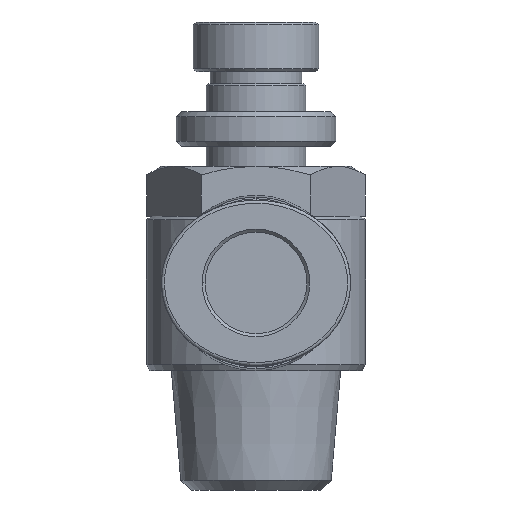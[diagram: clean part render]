
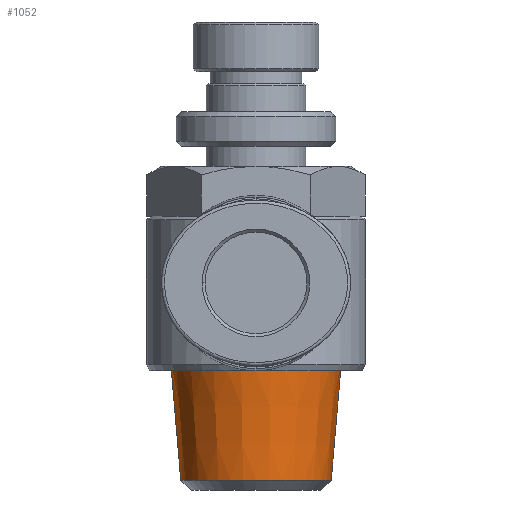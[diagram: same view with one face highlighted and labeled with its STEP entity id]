
A CAD part, front view. The second image highlights one B-rep face of the part: STEP entity #1052.
In plain terms, the highlighted conical face has half-angle 4.882 degrees and reference radius 7.987 mm.
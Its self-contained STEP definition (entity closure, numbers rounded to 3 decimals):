
#1011=CARTESIAN_POINT('',(0.0,10.564,-17.5));
#1012=DIRECTION('',(0.0,0.0,1.0));
#1013=DIRECTION('',(-1.0,0.0,0.0));
#1014=AXIS2_PLACEMENT_3D('',#1011,#1012,#1013);
#1015=CONICAL_SURFACE('',#1014,7.988,4.882);
#1016=CARTESIAN_POINT('',(-7.56,10.564,-22.504));
#1017=VERTEX_POINT('',#1016);
#1018=CARTESIAN_POINT('',(-8.5,10.564,-11.5));
#1019=VERTEX_POINT('',#1018);
#1020=CARTESIAN_POINT('',(-7.56,10.564,-22.504));
#1021=DIRECTION('',(-0.085,0.,0.996));
#1022=VECTOR('',#1021,11.044);
#1023=LINE('',#1020,#1022);
#1024=EDGE_CURVE('',#1017,#1019,#1023,.T.);
#1025=ORIENTED_EDGE('',*,*,#1024,.F.);
#1026=CARTESIAN_POINT('',(7.56,10.564,-22.504));
#1027=VERTEX_POINT('',#1026);
#1028=CARTESIAN_POINT('',(0.0,10.564,-22.504));
#1029=DIRECTION('',(0.0,0.0,-1.0));
#1030=DIRECTION('',(1.0,0.0,0.0));
#1031=AXIS2_PLACEMENT_3D('',#1028,#1029,#1030);
#1032=CIRCLE('',#1031,7.56);
#1033=EDGE_CURVE('',#1027,#1017,#1032,.T.);
#1034=ORIENTED_EDGE('',*,*,#1033,.F.);
#1035=CARTESIAN_POINT('',(8.5,10.564,-11.5));
#1036=VERTEX_POINT('',#1035);
#1037=CARTESIAN_POINT('',(7.56,10.564,-22.504));
#1038=DIRECTION('',(0.085,0.,0.996));
#1039=VECTOR('',#1038,11.044);
#1040=LINE('',#1037,#1039);
#1041=EDGE_CURVE('',#1027,#1036,#1040,.T.);
#1042=ORIENTED_EDGE('',*,*,#1041,.T.);
#1043=CARTESIAN_POINT('',(0.0,10.564,-11.5));
#1044=DIRECTION('',(0.0,0.0,1.0));
#1045=DIRECTION('',(-1.0,0.0,0.0));
#1046=AXIS2_PLACEMENT_3D('',#1043,#1044,#1045);
#1047=CIRCLE('',#1046,8.5);
#1048=EDGE_CURVE('',#1019,#1036,#1047,.T.);
#1049=ORIENTED_EDGE('',*,*,#1048,.F.);
#1050=EDGE_LOOP('',(#1025,#1034,#1042,#1049));
#1051=FACE_OUTER_BOUND('',#1050,.T.);
#1052=ADVANCED_FACE('',(#1051),#1015,.T.);
